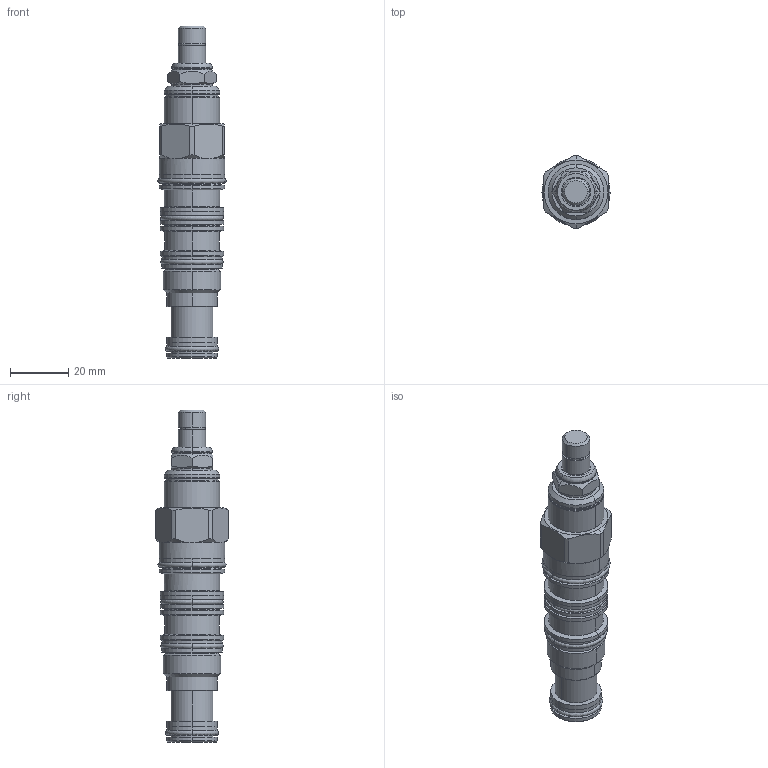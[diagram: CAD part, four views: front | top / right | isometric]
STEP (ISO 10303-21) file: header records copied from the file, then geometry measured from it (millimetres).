
FILE_DESCRIPTION((''),'2;1');
FILE_NAME('DPBM-LAN_PRT','2008-04-23T',('Administrator'),(''),'PRO/ENGINEER BY PARAMETRIC TECHNOLOGY CORPORATION, 2006240','PRO/ENGINEER BY PARAMETRIC TECHNOLOGY CORPORATION, 2006240','');
FILE_SCHEMA(('CONFIG_CONTROL_DESIGN'));
Length unit declared in the file: inch
Products named in the file (1): DPBM-LAN_PRT
Bounding box: 23.29 x 24.84 x 113.54 mm (x, y, z)
Volume: 30275.3 mm3; surface area: 9937.7 mm2
Topology: 4 solids, 5 shells, 211 faces, 464 edges, 278 vertices
Faces by surface type: cylinder 79, plane 47, cone 40, torus 31, revolution 14
Entity records: 7192 total; most frequent: CARTESIAN_POINT 2411, DIRECTION 1078, ORIENTED_EDGE 924, AXIS2_PLACEMENT_3D 465, EDGE_CURVE 462, VERTEX_POINT 278, CIRCLE 268, EDGE_LOOP 236
